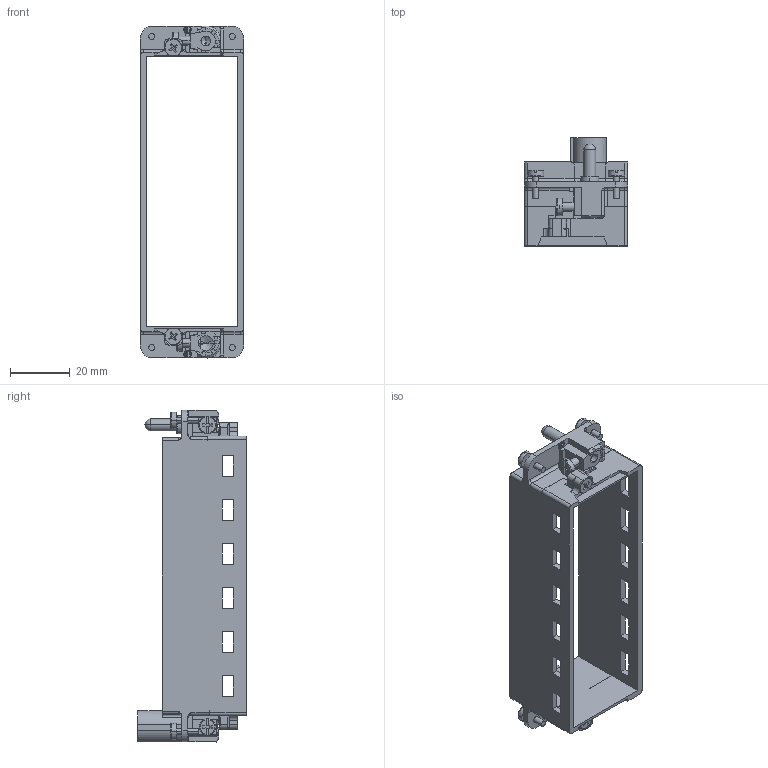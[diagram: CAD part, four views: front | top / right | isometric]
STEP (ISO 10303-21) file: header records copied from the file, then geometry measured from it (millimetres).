
FILE_DESCRIPTION((''),'2;1');
FILE_NAME('3D_1290240001003_HF24B-NLA3_V1','2020-01-08T',('zl.chen'),(''),'PRO/ENGINEER BY PARAMETRIC TECHNOLOGY CORPORATION, 2013430','PRO/ENGINEER BY PARAMETRIC TECHNOLOGY CORPORATION, 2013430','');
FILE_SCHEMA(('CONFIG_CONTROL_DESIGN','SHAPE_APPEARANCE_LAYERS_GROUPS'));
Length unit declared in the file: millimetre
Products named in the file (1): 3D_1290240001003_HF24B-NLA3_V1
Bounding box: 34.5 x 36.35 x 111 mm (x, y, z)
Volume: 16926.9 mm3; surface area: 18752.6 mm2
Topology: 1 solids, 3 shells, 673 faces, 1948 edges, 1294 vertices
Faces by surface type: plane 483, cylinder 124, torus 23, cone 16, extrusion 14, bspline 9, sphere 4
Entity records: 23010 total; most frequent: CARTESIAN_POINT 5032, ORIENTED_EDGE 3876, DIRECTION 3528, EDGE_CURVE 1938, VECTOR 1420, LINE 1406, VERTEX_POINT 1294, AXIS2_PLACEMENT_3D 1054
